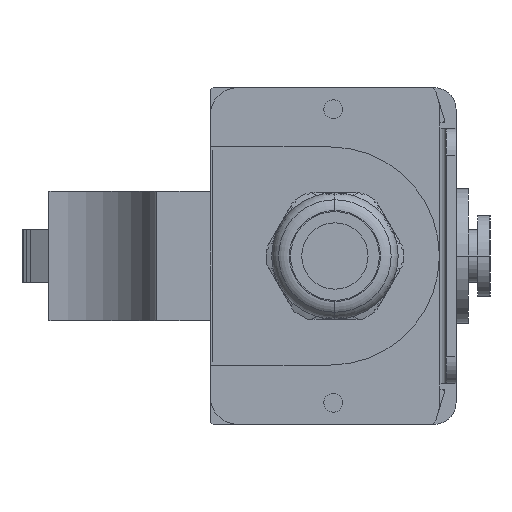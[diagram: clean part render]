
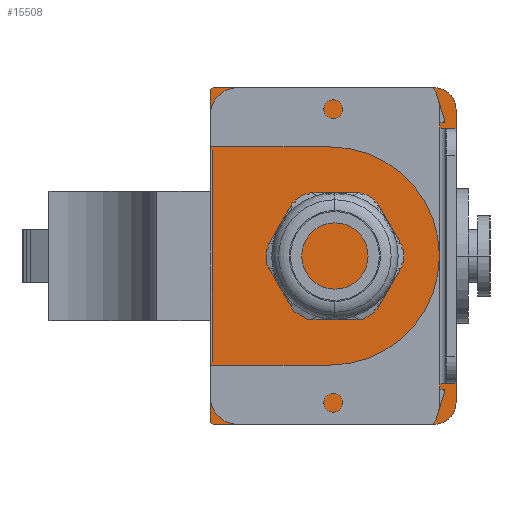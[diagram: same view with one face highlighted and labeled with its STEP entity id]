
A CAD part, left-side view. The second image highlights one B-rep face of the part: STEP entity #15508.
In plain terms, the highlighted planar face has unit normal (-1, 0, 0).
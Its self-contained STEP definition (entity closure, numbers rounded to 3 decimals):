
#1=DIRECTION('',(0.,-1.,0.));
#2=VECTOR('',#1,41.1);
#3=CARTESIAN_POINT('',(0.,45.1,31.25));
#4=LINE('',#3,#2);
#5=CARTESIAN_POINT('',(0.,4.,27.25));
#6=DIRECTION('',(1.,0.,0.));
#7=DIRECTION('',(0.,0.,1.));
#8=AXIS2_PLACEMENT_3D('',#5,#6,#7);
#10=DIRECTION('',(0.,0.,-1.));
#11=VECTOR('',#10,54.5);
#12=CARTESIAN_POINT('',(0.,0.,27.25));
#13=LINE('',#12,#11);
#14=CARTESIAN_POINT('',(0.,4.,-27.25));
#15=DIRECTION('',(1.,0.,0.));
#16=DIRECTION('',(0.,-1.,0.));
#17=AXIS2_PLACEMENT_3D('',#14,#15,#16);
#19=DIRECTION('',(0.,1.,0.));
#20=VECTOR('',#19,41.1);
#21=CARTESIAN_POINT('',(0.,4.,-31.25));
#22=LINE('',#21,#20);
#23=DIRECTION('',(0.,0.,1.));
#24=VECTOR('',#23,11.1);
#25=CARTESIAN_POINT('',(0.,45.6,-30.75));
#26=LINE('',#25,#24);
#27=DIRECTION('',(0.,-1.,0.));
#28=VECTOR('',#27,0.3);
#29=CARTESIAN_POINT('',(0.,45.6,-19.65));
#30=LINE('',#29,#28);
#31=DIRECTION('',(0.,0.,-1.));
#32=VECTOR('',#31,39.3);
#33=CARTESIAN_POINT('',(0.,45.3,19.65));
#34=LINE('',#33,#32);
#35=DIRECTION('',(0.,-1.,0.));
#36=VECTOR('',#35,0.3);
#37=CARTESIAN_POINT('',(0.,45.6,19.65));
#38=LINE('',#37,#36);
#39=DIRECTION('',(0.,0.,1.));
#40=VECTOR('',#39,11.1);
#41=CARTESIAN_POINT('',(0.,45.6,19.65));
#42=LINE('',#41,#40);
#56=CARTESIAN_POINT('',(0.,45.1,30.75));
#57=DIRECTION('',(-1.,0.,0.));
#58=DIRECTION('',(0.,0.,1.));
#59=AXIS2_PLACEMENT_3D('',#56,#57,#58);
#3330=CARTESIAN_POINT('',(0.,45.1,-30.75));
#3331=DIRECTION('',(-1.,0.,0.));
#3332=DIRECTION('',(0.,1.,0.));
#3333=AXIS2_PLACEMENT_3D('',#3330,#3331,#3332);
#12001=CARTESIAN_POINT('',(0.,4.,31.25));
#12002=CARTESIAN_POINT('',(0.,0.,27.25));
#12003=VERTEX_POINT('',#12001);
#12004=VERTEX_POINT('',#12002);
#12005=CARTESIAN_POINT('',(0.,0.,-27.25));
#12006=VERTEX_POINT('',#12005);
#12007=CARTESIAN_POINT('',(0.,4.,-31.25));
#12008=VERTEX_POINT('',#12007);
#12021=CARTESIAN_POINT('',(0.,45.3,19.65));
#12022=CARTESIAN_POINT('',(0.,45.3,-19.65));
#12023=VERTEX_POINT('',#12021);
#12024=VERTEX_POINT('',#12022);
#12025=CARTESIAN_POINT('',(0.,45.6,19.65));
#12026=VERTEX_POINT('',#12025);
#12027=CARTESIAN_POINT('',(0.,45.6,-19.65));
#12028=VERTEX_POINT('',#12027);
#12382=CARTESIAN_POINT('',(0.,45.6,30.75));
#12384=VERTEX_POINT('',#12382);
#12387=CARTESIAN_POINT('',(0.,45.1,31.25));
#12388=VERTEX_POINT('',#12387);
#12390=CARTESIAN_POINT('',(0.,45.1,-31.25));
#12392=VERTEX_POINT('',#12390);
#12395=CARTESIAN_POINT('',(0.,45.6,-30.75));
#12396=VERTEX_POINT('',#12395);
#15477=CARTESIAN_POINT('',(0.,0.,0.));
#15478=DIRECTION('',(1.,0.,0.));
#15479=DIRECTION('',(0.,0.,-1.));
#15480=AXIS2_PLACEMENT_3D('',#15477,#15478,#15479);
#15481=PLANE('',#15480);
#15483=ORIENTED_EDGE('',*,*,#15482,.F.);
#15485=ORIENTED_EDGE('',*,*,#15484,.T.);
#15487=ORIENTED_EDGE('',*,*,#15486,.T.);
#15489=ORIENTED_EDGE('',*,*,#15488,.T.);
#15491=ORIENTED_EDGE('',*,*,#15490,.T.);
#15493=ORIENTED_EDGE('',*,*,#15492,.T.);
#15495=ORIENTED_EDGE('',*,*,#15494,.F.);
#15497=ORIENTED_EDGE('',*,*,#15496,.T.);
#15499=ORIENTED_EDGE('',*,*,#15498,.T.);
#15501=ORIENTED_EDGE('',*,*,#15500,.F.);
#15503=ORIENTED_EDGE('',*,*,#15502,.F.);
#15505=ORIENTED_EDGE('',*,*,#15504,.T.);
#15506=EDGE_LOOP('',(#15483,#15485,#15487,#15489,#15491,#15493,#15495,#15497,
#15499,#15501,#15503,#15505));
#15507=FACE_OUTER_BOUND('',#15506,.F.);
#15508=ADVANCED_FACE('',(#15507),#15481,.F.);
#9=CIRCLE('',#8,4.);
#18=CIRCLE('',#17,4.);
#60=CIRCLE('',#59,0.5);
#3334=CIRCLE('',#3333,0.5);
#15482=EDGE_CURVE('',#12388,#12384,#60,.T.);
#15484=EDGE_CURVE('',#12388,#12003,#4,.T.);
#15486=EDGE_CURVE('',#12003,#12004,#9,.T.);
#15488=EDGE_CURVE('',#12004,#12006,#13,.T.);
#15490=EDGE_CURVE('',#12006,#12008,#18,.T.);
#15492=EDGE_CURVE('',#12008,#12392,#22,.T.);
#15494=EDGE_CURVE('',#12396,#12392,#3334,.T.);
#15496=EDGE_CURVE('',#12396,#12028,#26,.T.);
#15498=EDGE_CURVE('',#12028,#12024,#30,.T.);
#15500=EDGE_CURVE('',#12023,#12024,#34,.T.);
#15502=EDGE_CURVE('',#12026,#12023,#38,.T.);
#15504=EDGE_CURVE('',#12026,#12384,#42,.T.);
